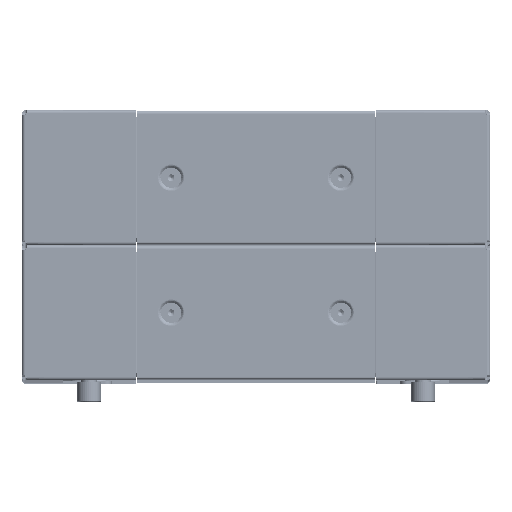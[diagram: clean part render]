
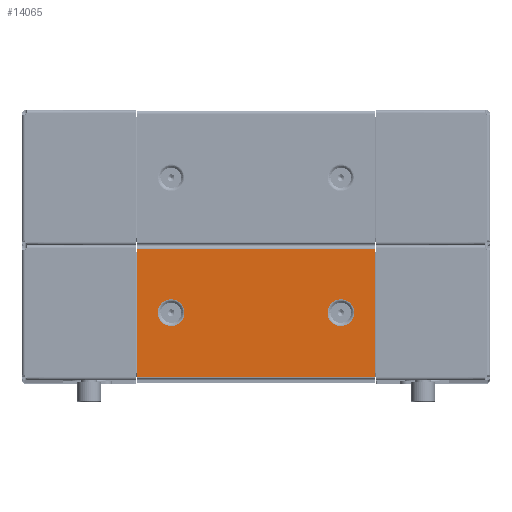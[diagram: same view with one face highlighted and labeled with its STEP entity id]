
A CAD part, top view. The second image highlights one B-rep face of the part: STEP entity #14065.
In plain terms, the highlighted face is planar.
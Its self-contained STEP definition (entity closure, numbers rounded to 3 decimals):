
#2408 = VERTEX_POINT ( 'NONE', #26518 ) ;
#3039 = DIRECTION ( 'NONE',  ( 0., 1., 0. ) ) ;
#3148 = DIRECTION ( 'NONE',  ( 1., 0., 0. ) ) ;
#3150 = CARTESIAN_POINT ( 'NONE',  ( 89., 48., 0. ) ) ;
#3278 = DIRECTION ( 'NONE',  ( 0., 0., 1. ) ) ;
#3368 = DIRECTION ( 'NONE',  ( -1., 0., 0. ) ) ;
#3370 = CARTESIAN_POINT ( 'NONE',  ( 89., -47.9, 0. ) ) ;
#3427 = CIRCLE ( 'NONE', #22160, 10. ) ;
#3596 = CARTESIAN_POINT ( 'NONE',  ( -63.5, 0., 0. ) ) ;
#3681 = CARTESIAN_POINT ( 'NONE',  ( -89., 47.9, 0. ) ) ;
#3722 = CARTESIAN_POINT ( 'NONE',  ( -63.5, 0., 0. ) ) ;
#3998 = DIRECTION ( 'NONE',  ( 0., 0., -1. ) ) ;
#3999 = DIRECTION ( 'NONE',  ( -1., 0., 0. ) ) ;
#4021 = DIRECTION ( 'NONE',  ( 1., 0., 0. ) ) ;
#4022 = DIRECTION ( 'NONE',  ( 0., 0., 1. ) ) ;
#4023 = DIRECTION ( 'NONE',  ( 0., 0., -1. ) ) ;
#4032 = DIRECTION ( 'NONE',  ( -1., 0., 0. ) ) ;
#4041 = CARTESIAN_POINT ( 'NONE',  ( 63.5, 0., 0. ) ) ;
#4093 = CARTESIAN_POINT ( 'NONE',  ( 63.5, 0., 0. ) ) ;
#4095 = DIRECTION ( 'NONE',  ( 1., 0., 0. ) ) ;
#4135 = CARTESIAN_POINT ( 'NONE',  ( -89., 48., 0. ) ) ;
#4136 = DIRECTION ( 'NONE',  ( 0., -1., 0. ) ) ;
#9543 = CIRCLE ( 'NONE', #22167, 10. ) ;
#10529 = LINE ( 'NONE', #3150, #10600 ) ;
#10600 = VECTOR ( 'NONE', #3039, 1000. ) ;
#12239 = EDGE_CURVE ( 'NONE', #17119, #17140, #25809, .T. ) ;
#12242 = EDGE_CURVE ( 'NONE', #17169, #17143, #25826, .T. ) ;
#12258 = EDGE_CURVE ( 'NONE', #16857, #2408, #25787, .T. ) ;
#12279 = EDGE_CURVE ( 'NONE', #17119, #17143, #25864, .T. ) ;
#12281 = EDGE_CURVE ( 'NONE', #16717, #17135, #25800, .T. ) ;
#12326 = EDGE_CURVE ( 'NONE', #2408, #16857, #9543, .T. ) ;
#12337 = EDGE_CURVE ( 'NONE', #17135, #16717, #3427, .T. ) ;
#12347 = EDGE_CURVE ( 'NONE', #17169, #17140, #10529, .T. ) ;
#14065 = ADVANCED_FACE ( 'NONE', ( #21868, #21862, #21859 ), #31606, .F. ) ;
#16717 = VERTEX_POINT ( 'NONE', #25729 ) ;
#16857 = VERTEX_POINT ( 'NONE', #25328 ) ;
#17119 = VERTEX_POINT ( 'NONE', #31024 ) ;
#17135 = VERTEX_POINT ( 'NONE', #30993 ) ;
#17140 = VERTEX_POINT ( 'NONE', #31257 ) ;
#17143 = VERTEX_POINT ( 'NONE', #31082 ) ;
#17169 = VERTEX_POINT ( 'NONE', #30792 ) ;
#17899 = EDGE_LOOP ( 'NONE', ( #21268, #21277 ) ) ;
#17902 = EDGE_LOOP ( 'NONE', ( #21226, #21232, #21244, #21259 ) ) ;
#17903 = EDGE_LOOP ( 'NONE', ( #21153, #21205 ) ) ;
#21153 = ORIENTED_EDGE ( 'NONE', *, *, #12337, .T. ) ;
#21205 = ORIENTED_EDGE ( 'NONE', *, *, #12281, .T. ) ;
#21226 = ORIENTED_EDGE ( 'NONE', *, *, #12242, .T. ) ;
#21232 = ORIENTED_EDGE ( 'NONE', *, *, #12279, .F. ) ;
#21244 = ORIENTED_EDGE ( 'NONE', *, *, #12239, .T. ) ;
#21259 = ORIENTED_EDGE ( 'NONE', *, *, #12347, .F. ) ;
#21268 = ORIENTED_EDGE ( 'NONE', *, *, #12258, .F. ) ;
#21277 = ORIENTED_EDGE ( 'NONE', *, *, #12326, .F. ) ;
#21859 = FACE_BOUND ( 'NONE', #17899, .T. ) ;
#21862 = FACE_OUTER_BOUND ( 'NONE', #17902, .T. ) ;
#21868 = FACE_BOUND ( 'NONE', #17903, .T. ) ;
#22160 = AXIS2_PLACEMENT_3D ( 'NONE', #3596, #4022, #4021 ) ;
#22167 = AXIS2_PLACEMENT_3D ( 'NONE', #4093, #3998, #3999 ) ;
#22190 = AXIS2_PLACEMENT_3D ( 'NONE', #3722, #3278, #3148 ) ;
#22232 = AXIS2_PLACEMENT_3D ( 'NONE', #4041, #4023, #4032 ) ;
#22901 = AXIS2_PLACEMENT_3D ( 'NONE', #31911, #31903, #31759 ) ;
#25328 = CARTESIAN_POINT ( 'NONE',  ( 53.5, 0., 0. ) ) ;
#25729 = CARTESIAN_POINT ( 'NONE',  ( -73.5, 0., 0. ) ) ;
#25785 = VECTOR ( 'NONE', #4136, 1000. ) ;
#25787 = CIRCLE ( 'NONE', #22232, 10. ) ;
#25800 = CIRCLE ( 'NONE', #22190, 10. ) ;
#25809 = LINE ( 'NONE', #3681, #25837 ) ;
#25825 = VECTOR ( 'NONE', #3368, 1000. ) ;
#25826 = LINE ( 'NONE', #3370, #25825 ) ;
#25837 = VECTOR ( 'NONE', #4095, 1000. ) ;
#25864 = LINE ( 'NONE', #4135, #25785 ) ;
#26518 = CARTESIAN_POINT ( 'NONE',  ( 73.5, 0., 0. ) ) ;
#30792 = CARTESIAN_POINT ( 'NONE',  ( 89., -47.9, 0. ) ) ;
#30993 = CARTESIAN_POINT ( 'NONE',  ( -53.5, 0., 0. ) ) ;
#31024 = CARTESIAN_POINT ( 'NONE',  ( -89., 47.9, 0. ) ) ;
#31082 = CARTESIAN_POINT ( 'NONE',  ( -89., -47.9, 0. ) ) ;
#31257 = CARTESIAN_POINT ( 'NONE',  ( 89., 47.9, 0. ) ) ;
#31606 = PLANE ( 'NONE',  #22901 ) ;
#31759 = DIRECTION ( 'NONE',  ( 1., 0., 0. ) ) ;
#31903 = DIRECTION ( 'NONE',  ( 0., 0., 1. ) ) ;
#31911 = CARTESIAN_POINT ( 'NONE',  ( -89., -48., 0. ) ) ;
